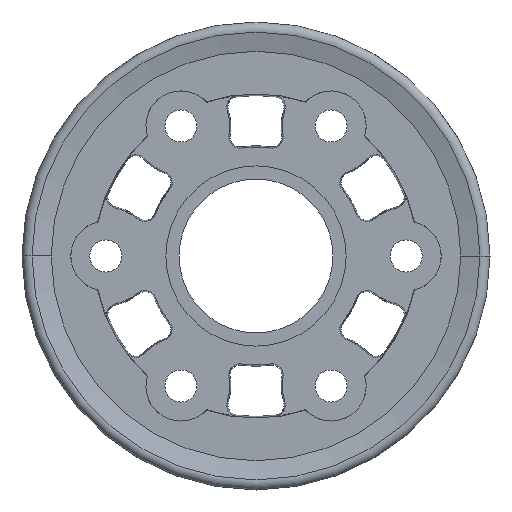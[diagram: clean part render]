
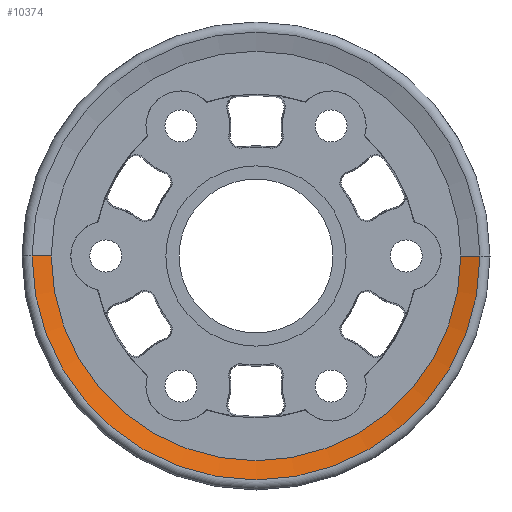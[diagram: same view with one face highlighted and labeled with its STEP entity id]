
A CAD part, left-side view. The second image highlights one B-rep face of the part: STEP entity #10374.
In plain terms, the highlighted conical face has half-angle 75 degrees and reference radius 36.741 mm.
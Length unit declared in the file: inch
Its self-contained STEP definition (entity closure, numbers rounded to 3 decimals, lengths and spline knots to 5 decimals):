
#2435 = CIRCLE ( 'NONE', #2870, 1.3982 ) ;
#2449 = LINE ( 'NONE', #19769, #2453 ) ;
#2453 = VECTOR ( 'NONE', #19782, 39.37008 ) ;
#2870 = AXIS2_PLACEMENT_3D ( 'NONE', #19744, #19747, #19748 ) ;
#2903 = AXIS2_PLACEMENT_3D ( 'NONE', #19882, #19885, #19886 ) ;
#3182 = CONICAL_SURFACE ( 'NONE', #25375, 1.4465, 1.309 ) ;
#3183 = FACE_OUTER_BOUND ( 'NONE', #11103, .T. ) ;
#10374 = ADVANCED_FACE ( 'NONE', ( #3183 ), #3182, .F. ) ;
#11103 = EDGE_LOOP ( 'NONE', ( #11451, #11452, #11453, #11454 ) ) ;
#11451 = ORIENTED_EDGE ( 'NONE', *, *, #28003, .T. ) ;
#11452 = ORIENTED_EDGE ( 'NONE', *, *, #27964, .T. ) ;
#11453 = ORIENTED_EDGE ( 'NONE', *, *, #27951, .T. ) ;
#11454 = ORIENTED_EDGE ( 'NONE', *, *, #28005, .F. ) ;
#18343 = VERTEX_POINT ( 'NONE', #29256 ) ;
#18373 = VERTEX_POINT ( 'NONE', #29286 ) ;
#18459 = VERTEX_POINT ( 'NONE', #29372 ) ;
#18517 = VERTEX_POINT ( 'NONE', #29430 ) ;
#19744 = CARTESIAN_POINT ( 'NONE',  ( -0.13218, 0., 0. ) ) ;
#19747 = DIRECTION ( 'NONE',  ( -1., 0., 0. ) ) ;
#19748 = DIRECTION ( 'NONE',  ( 0., 1., 0. ) ) ;
#19769 = CARTESIAN_POINT ( 'NONE',  ( -0.14512, 1.4465, 0. ) ) ;
#19782 = DIRECTION ( 'NONE',  ( -0.259, 0.966, 0. ) ) ;
#19882 = CARTESIAN_POINT ( 'NONE',  ( -0.1, 0., 0. ) ) ;
#19884 = CARTESIAN_POINT ( 'NONE',  ( -0.14512, -1.4465, 0. ) ) ;
#19885 = DIRECTION ( 'NONE',  ( 1., 0., 0. ) ) ;
#19886 = DIRECTION ( 'NONE',  ( 0., 1., 0. ) ) ;
#19890 = DIRECTION ( 'NONE',  ( -0.259, -0.966, 0. ) ) ;
#20188 = VECTOR ( 'NONE', #19890, 39.37008 ) ;
#20201 = CIRCLE ( 'NONE', #2903, 1.27811 ) ;
#20203 = LINE ( 'NONE', #19884, #20188 ) ;
#25375 = AXIS2_PLACEMENT_3D ( 'NONE', #26652, #26651, #26576 ) ;
#26576 = DIRECTION ( 'NONE',  ( 0., -1., 0. ) ) ;
#26651 = DIRECTION ( 'NONE',  ( -1., 0., 0. ) ) ;
#26652 = CARTESIAN_POINT ( 'NONE',  ( -0.14512, 0., 0. ) ) ;
#27951 = EDGE_CURVE ( 'NONE', #18343, #18373, #2435, .T. ) ;
#27964 = EDGE_CURVE ( 'NONE', #18459, #18343, #2449, .T. ) ;
#28003 = EDGE_CURVE ( 'NONE', #18517, #18459, #20201, .T. ) ;
#28005 = EDGE_CURVE ( 'NONE', #18517, #18373, #20203, .T. ) ;
#29256 = CARTESIAN_POINT ( 'NONE',  ( -0.13218, 1.3982, 0. ) ) ;
#29286 = CARTESIAN_POINT ( 'NONE',  ( -0.13218, -1.3982, 0. ) ) ;
#29372 = CARTESIAN_POINT ( 'NONE',  ( -0.1, 1.27811, 0. ) ) ;
#29430 = CARTESIAN_POINT ( 'NONE',  ( -0.1, -1.27811, 0. ) ) ;
